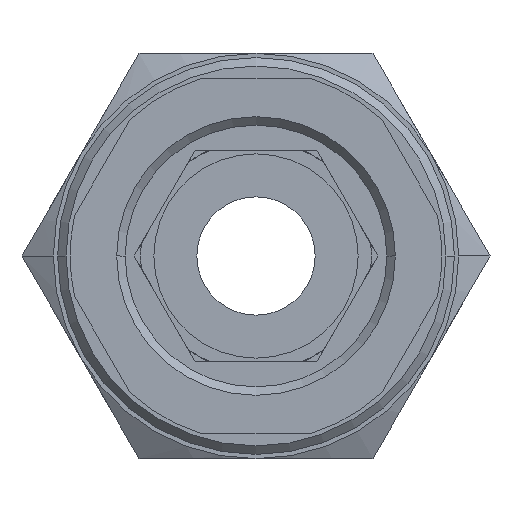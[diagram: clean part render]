
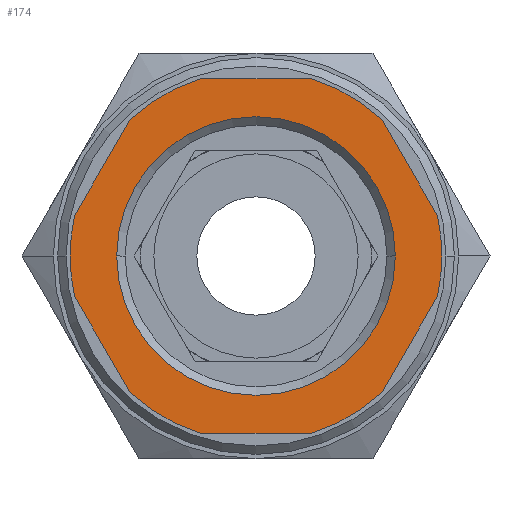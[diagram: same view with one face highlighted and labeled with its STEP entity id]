
A CAD part, front view. The second image highlights one B-rep face of the part: STEP entity #174.
In plain terms, the highlighted planar face has unit normal (0, -1, 0).
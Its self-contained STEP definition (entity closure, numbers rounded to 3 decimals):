
#174=ADVANCED_FACE('',(#451,#452),#453,.T.);
#451=FACE_BOUND('',#836,.T.);
#452=FACE_OUTER_BOUND('',#837,.T.);
#453=PLANE('',#838);
#836=EDGE_LOOP('',(#1297,#1298));
#837=EDGE_LOOP('',(#1299,#1300,#1301,#1302,#1303,#1304,#1305,#1306,#1307,#1308,#1309,#1310,#1311,#1312));
#838=AXIS2_PLACEMENT_3D('',#1313,#1314,#1315);
#1297=ORIENTED_EDGE('',*,*,#2272,.T.);
#1298=ORIENTED_EDGE('',*,*,#2273,.T.);
#1299=ORIENTED_EDGE('',*,*,#2274,.T.);
#1300=ORIENTED_EDGE('',*,*,#2275,.F.);
#1301=ORIENTED_EDGE('',*,*,#2276,.T.);
#1302=ORIENTED_EDGE('',*,*,#2277,.F.);
#1303=ORIENTED_EDGE('',*,*,#2278,.T.);
#1304=ORIENTED_EDGE('',*,*,#2279,.F.);
#1305=ORIENTED_EDGE('',*,*,#2280,.F.);
#1306=ORIENTED_EDGE('',*,*,#2281,.T.);
#1307=ORIENTED_EDGE('',*,*,#2282,.F.);
#1308=ORIENTED_EDGE('',*,*,#2283,.T.);
#1309=ORIENTED_EDGE('',*,*,#2284,.F.);
#1310=ORIENTED_EDGE('',*,*,#2285,.T.);
#1311=ORIENTED_EDGE('',*,*,#2286,.F.);
#1312=ORIENTED_EDGE('',*,*,#2202,.F.);
#1313=CARTESIAN_POINT('',(5.5,0.0,0.0));
#1314=DIRECTION('',(-0.0,-1.0,-0.0));
#1315=DIRECTION('',(-1.0,0.0,0.0));
#2202=EDGE_CURVE('',#2598,#2594,#2600,.T.);
#2272=EDGE_CURVE('',#2722,#2723,#2724,.T.);
#2273=EDGE_CURVE('',#2723,#2722,#2725,.T.);
#2274=EDGE_CURVE('',#2598,#2726,#2727,.T.);
#2275=EDGE_CURVE('',#2728,#2726,#2729,.T.);
#2276=EDGE_CURVE('',#2728,#2730,#2731,.T.);
#2277=EDGE_CURVE('',#2732,#2730,#2733,.T.);
#2278=EDGE_CURVE('',#2732,#2734,#2735,.T.);
#2279=EDGE_CURVE('',#2736,#2734,#2737,.T.);
#2280=EDGE_CURVE('',#2738,#2736,#2739,.T.);
#2281=EDGE_CURVE('',#2738,#2740,#2741,.T.);
#2282=EDGE_CURVE('',#2742,#2740,#2743,.T.);
#2283=EDGE_CURVE('',#2742,#2744,#2745,.T.);
#2284=EDGE_CURVE('',#2746,#2744,#2747,.T.);
#2285=EDGE_CURVE('',#2746,#2748,#2749,.T.);
#2286=EDGE_CURVE('',#2594,#2748,#2750,.T.);
#2594=VERTEX_POINT('',#3141);
#2598=VERTEX_POINT('',#3146);
#2600=CIRCLE('',#3149,11.0);
#2722=VERTEX_POINT('',#3386);
#2723=VERTEX_POINT('',#3387);
#2724=CIRCLE('',#3388,8.25);
#2725=CIRCLE('',#3389,8.25);
#2726=VERTEX_POINT('',#3390);
#2727=LINE('',#3391,#3392);
#2728=VERTEX_POINT('',#3393);
#2729=CIRCLE('',#3394,11.0);
#2730=VERTEX_POINT('',#3395);
#2731=LINE('',#3396,#3397);
#2732=VERTEX_POINT('',#3398);
#2733=CIRCLE('',#3399,11.0);
#2734=VERTEX_POINT('',#3400);
#2735=LINE('',#3401,#3402);
#2736=VERTEX_POINT('',#3403);
#2737=CIRCLE('',#3404,11.0);
#2738=VERTEX_POINT('',#3405);
#2739=CIRCLE('',#3406,11.0);
#2740=VERTEX_POINT('',#3407);
#2741=LINE('',#3408,#3409);
#2742=VERTEX_POINT('',#3410);
#2743=CIRCLE('',#3411,11.0);
#2744=VERTEX_POINT('',#3412);
#2745=LINE('',#3413,#3414);
#2746=VERTEX_POINT('',#3415);
#2747=CIRCLE('',#3416,11.0);
#2748=VERTEX_POINT('',#3417);
#2749=LINE('',#3418,#3419);
#2750=CIRCLE('',#3420,11.0);
#3141=CARTESIAN_POINT('',(-11.0,0.0,0.));
#3146=CARTESIAN_POINT('',(-10.733,0.0,-2.411));
#3149=AXIS2_PLACEMENT_3D('',#4069,#4070,#4071);
#3386=CARTESIAN_POINT('',(-8.25,0.0,0.));
#3387=CARTESIAN_POINT('',(8.25,0.0,0.));
#3388=AXIS2_PLACEMENT_3D('',#4165,#4166,#4167);
#3389=AXIS2_PLACEMENT_3D('',#4168,#4169,#4170);
#3390=CARTESIAN_POINT('',(-7.454,0.0,-8.089));
#3391=CARTESIAN_POINT('',(-8.406,0.0,-6.441));
#3392=VECTOR('',#4171,1.0);
#3393=CARTESIAN_POINT('',(-3.279,0.0,-10.5));
#3394=AXIS2_PLACEMENT_3D('',#4172,#4173,#4174);
#3395=CARTESIAN_POINT('',(3.279,0.0,-10.5));
#3396=CARTESIAN_POINT('',(2.75,0.0,-10.5));
#3397=VECTOR('',#4175,1.0);
#3398=CARTESIAN_POINT('',(7.454,0.0,-8.089));
#3399=AXIS2_PLACEMENT_3D('',#4176,#4177,#4178);
#3400=CARTESIAN_POINT('',(10.733,0.0,-2.411));
#3401=CARTESIAN_POINT('',(9.781,0.0,-4.059));
#3402=VECTOR('',#4179,1.0);
#3403=CARTESIAN_POINT('',(11.0,0.0,0.));
#3404=AXIS2_PLACEMENT_3D('',#4180,#4181,#4182);
#3405=CARTESIAN_POINT('',(10.733,0.0,2.411));
#3406=AXIS2_PLACEMENT_3D('',#4183,#4184,#4185);
#3407=CARTESIAN_POINT('',(7.454,0.0,8.089));
#3408=CARTESIAN_POINT('',(9.781,0.0,4.059));
#3409=VECTOR('',#4186,1.0);
#3410=CARTESIAN_POINT('',(3.279,0.0,10.5));
#3411=AXIS2_PLACEMENT_3D('',#4187,#4188,#4189);
#3412=CARTESIAN_POINT('',(-3.279,0.0,10.5));
#3413=CARTESIAN_POINT('',(2.75,0.0,10.5));
#3414=VECTOR('',#4190,1.0);
#3415=CARTESIAN_POINT('',(-7.454,0.0,8.089));
#3416=AXIS2_PLACEMENT_3D('',#4191,#4192,#4193);
#3417=CARTESIAN_POINT('',(-10.733,0.0,2.411));
#3418=CARTESIAN_POINT('',(-8.406,0.0,6.441));
#3419=VECTOR('',#4194,1.0);
#3420=AXIS2_PLACEMENT_3D('',#4195,#4196,#4197);
#4069=CARTESIAN_POINT('',(0.0,0.0,0.0));
#4070=DIRECTION('',(-0.0,1.0,0.0));
#4071=DIRECTION('',(1.0,0.0,0.0));
#4165=CARTESIAN_POINT('',(0.0,0.0,0.0));
#4166=DIRECTION('',(-0.0,1.0,0.0));
#4167=DIRECTION('',(1.0,0.0,0.0));
#4168=CARTESIAN_POINT('',(0.0,0.0,0.0));
#4169=DIRECTION('',(-0.0,1.0,0.0));
#4170=DIRECTION('',(1.0,0.0,0.0));
#4171=DIRECTION('',(0.5,0.0,-0.866));
#4172=CARTESIAN_POINT('',(0.0,0.0,0.0));
#4173=DIRECTION('',(-0.0,1.0,0.0));
#4174=DIRECTION('',(1.0,0.0,0.0));
#4175=DIRECTION('',(1.0,-0.0,0.0));
#4176=CARTESIAN_POINT('',(0.0,0.0,0.0));
#4177=DIRECTION('',(-0.0,1.0,0.0));
#4178=DIRECTION('',(1.0,0.0,0.0));
#4179=DIRECTION('',(0.5,-0.0,0.866));
#4180=CARTESIAN_POINT('',(0.0,0.0,0.0));
#4181=DIRECTION('',(-0.0,1.0,0.0));
#4182=DIRECTION('',(1.0,0.0,0.0));
#4183=CARTESIAN_POINT('',(0.0,0.0,0.0));
#4184=DIRECTION('',(-0.0,1.0,0.0));
#4185=DIRECTION('',(1.0,0.0,0.0));
#4186=DIRECTION('',(-0.5,0.0,0.866));
#4187=CARTESIAN_POINT('',(0.0,0.0,0.0));
#4188=DIRECTION('',(-0.0,1.0,0.0));
#4189=DIRECTION('',(1.0,0.0,0.0));
#4190=DIRECTION('',(-1.0,0.0,0.));
#4191=CARTESIAN_POINT('',(0.0,0.0,0.0));
#4192=DIRECTION('',(-0.0,1.0,0.0));
#4193=DIRECTION('',(1.0,0.0,0.0));
#4194=DIRECTION('',(-0.5,0.0,-0.866));
#4195=CARTESIAN_POINT('',(0.0,0.0,0.0));
#4196=DIRECTION('',(-0.0,1.0,0.0));
#4197=DIRECTION('',(1.0,0.0,0.0));
